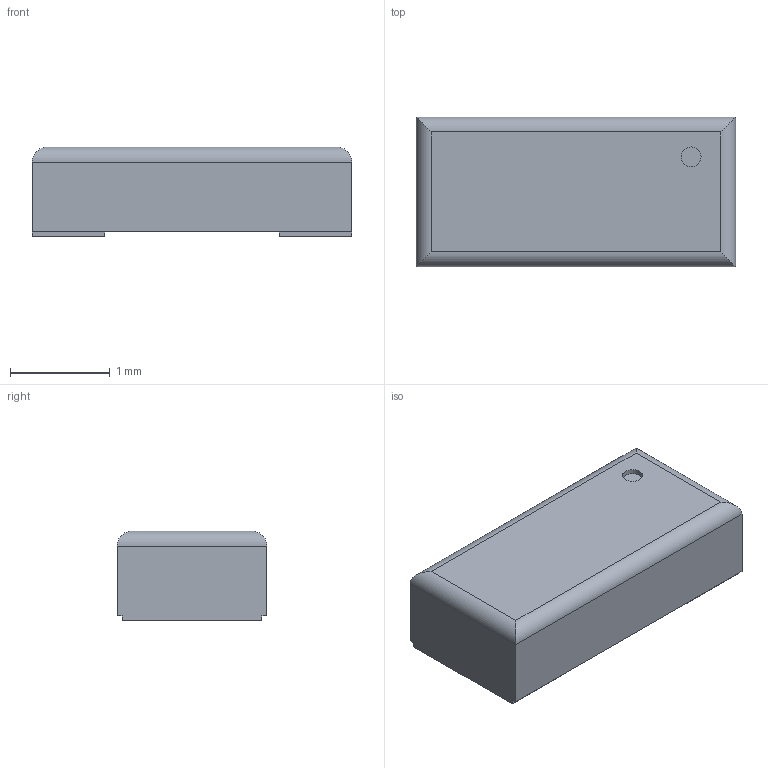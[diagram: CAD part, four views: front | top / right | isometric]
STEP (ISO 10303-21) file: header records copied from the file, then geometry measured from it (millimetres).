
FILE_DESCRIPTION(('STEP AP214'), '1');
FILE_NAME('FX135A', '', ('UNSPECIFIED'), ('UNSPECIFIED'), 'ASCON STEP Converter 1.3', 'ASCON Math Kernel', '');
FILE_SCHEMA(('AUTOMOTIVE_DESIGN { 1 0 10303 214 3 1 1}'));
Length unit declared in the file: millimetre
Bounding box: 3.2 x 1.5 x 0.9 mm (x, y, z)
Volume: 4.1 mm3; surface area: 27 mm2
Topology: 2 solids, 2 shells, 23 faces, 54 edges, 36 vertices
Faces by surface type: plane 18, cylinder 5
Full cylindrical faces by diameter (mm): 0.2 x1
Entity records: 879 total; most frequent: CARTESIAN_POINT 125, ORIENTED_EDGE 106, DIRECTION 99, EDGE_CURVE 53, LINE 47, VECTOR 47, VERTEX_POINT 36, AXIS2_PLACEMENT_3D 26
